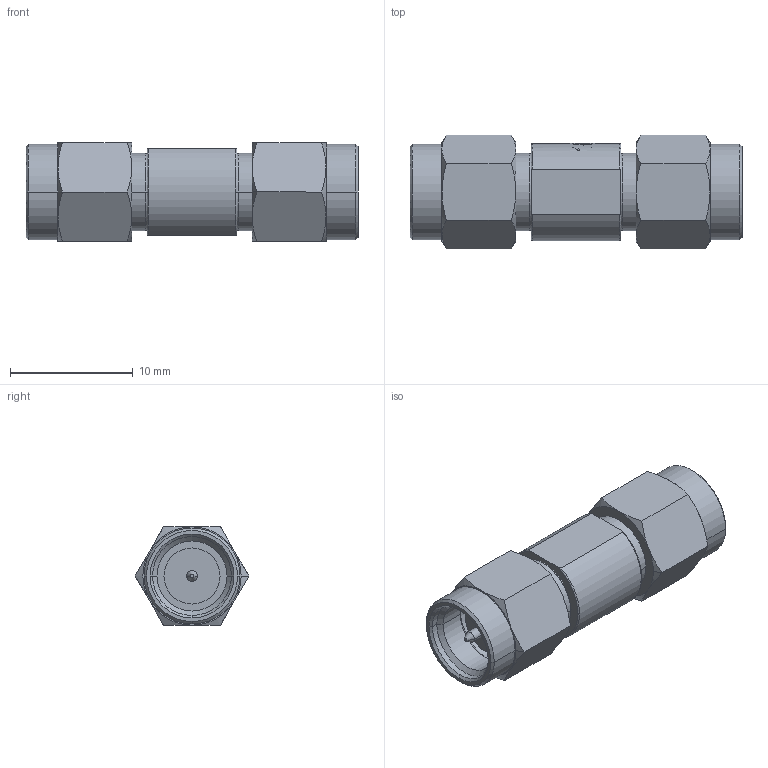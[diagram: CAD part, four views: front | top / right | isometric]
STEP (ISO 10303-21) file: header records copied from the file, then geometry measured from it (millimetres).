
FILE_DESCRIPTION (( 'STEP AP214' ), '1' );
FILE_NAME ('FMAD1682_3D.step', '2023-03-13T20:47:20', ( '' ), ( '' ), 'SwSTEP 2.0', 'SolidWorks 2022', '' );
FILE_SCHEMA (( 'AUTOMOTIVE_DESIGN' ));
Length unit declared in the file: inch
Products named in the file (3): TH-35-MF-26G-2.stp; Copy of ADS-185-3-185-3-3^FMAD1682; FMAD1682_3D
Assembly tree (3 placements, depth 2):
  FMAD1682_3D
    Copy of ADS-185-3-185-3-3^FMAD1682
    TH-35-MF-26G-2.stp  x2
Bounding box: 27 x 9.24 x 8 mm (x, y, z)
Volume: 1118.8 mm3; surface area: 1489 mm2
Topology: 3 solids, 3 shells, 191 faces, 438 edges, 272 vertices
Faces by surface type: cone 58, bspline 50, cylinder 43, plane 40
Entity records: 7767 total; most frequent: CARTESIAN_POINT 5010, ORIENTED_EDGE 630, DIRECTION 398, EDGE_CURVE 315, VERTEX_POINT 200, B_SPLINE_CURVE_WITH_KNOTS 170, AXIS2_PLACEMENT_3D 168, EDGE_LOOP 147
